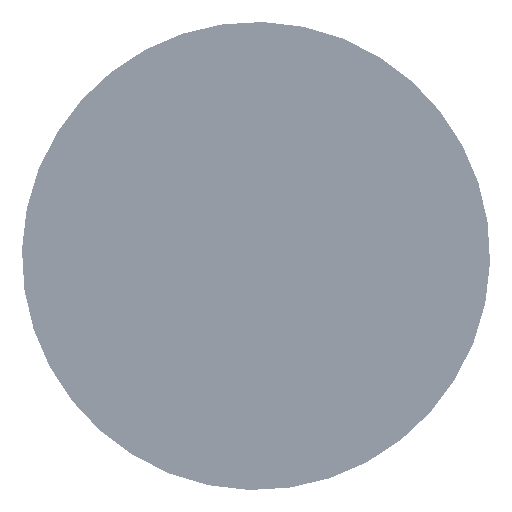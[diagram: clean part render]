
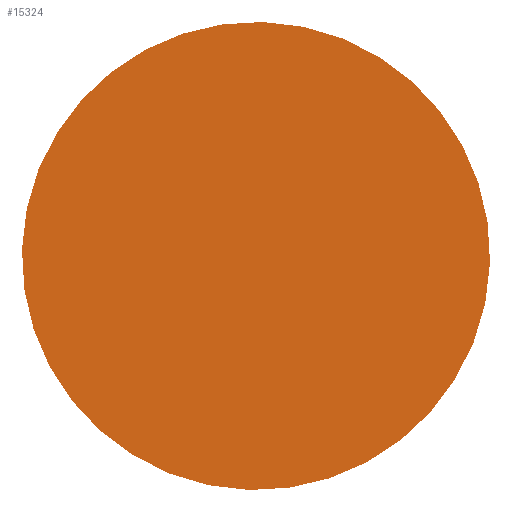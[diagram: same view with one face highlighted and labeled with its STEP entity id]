
A CAD part, front view. The second image highlights one B-rep face of the part: STEP entity #15324.
In plain terms, the highlighted planar face has unit normal (0, -1, 0).
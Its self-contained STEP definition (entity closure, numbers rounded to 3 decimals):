
#560 = PLANE ( 'NONE',  #15431 ) ;
#4802 = EDGE_LOOP ( 'NONE', ( #14819, #25691 ) ) ;
#4938 = DIRECTION ( 'NONE',  ( 0., 0., 1. ) ) ;
#5624 = VERTEX_POINT ( 'NONE', #13246 ) ;
#6493 = AXIS2_PLACEMENT_3D ( 'NONE', #7199, #17269, #27384 ) ;
#7199 = CARTESIAN_POINT ( 'NONE',  ( 0., 0., 0. ) ) ;
#9777 = CARTESIAN_POINT ( 'NONE',  ( 0., 0., 0. ) ) ;
#10360 = CARTESIAN_POINT ( 'NONE',  ( 0., 0., 0. ) ) ;
#10468 = AXIS2_PLACEMENT_3D ( 'NONE', #9777, #27518, #4938 ) ;
#11715 = VERTEX_POINT ( 'NONE', #17055 ) ;
#12723 = CIRCLE ( 'NONE', #10468, 2735. ) ;
#13246 = CARTESIAN_POINT ( 'NONE',  ( 0., 0., -2735. ) ) ;
#14819 = ORIENTED_EDGE ( 'NONE', *, *, #17589, .F. ) ;
#15324 = ADVANCED_FACE ( 'NONE', ( #22971 ), #560, .F. ) ;
#15431 = AXIS2_PLACEMENT_3D ( 'NONE', #10360, #20488, #30553 ) ;
#17055 = CARTESIAN_POINT ( 'NONE',  ( 0., 0., 2735. ) ) ;
#17269 = DIRECTION ( 'NONE',  ( 0., 1., 0. ) ) ;
#17589 = EDGE_CURVE ( 'NONE', #5624, #11715, #12723, .T. ) ;
#18121 = EDGE_CURVE ( 'NONE', #11715, #5624, #22852, .T. ) ;
#20488 = DIRECTION ( 'NONE',  ( 0., 1., 0. ) ) ;
#22852 = CIRCLE ( 'NONE', #6493, 2735. ) ;
#22971 = FACE_OUTER_BOUND ( 'NONE', #4802, .T. ) ;
#25691 = ORIENTED_EDGE ( 'NONE', *, *, #18121, .F. ) ;
#27384 = DIRECTION ( 'NONE',  ( 0., 0., 1. ) ) ;
#27518 = DIRECTION ( 'NONE',  ( 0., 1., 0. ) ) ;
#30553 = DIRECTION ( 'NONE',  ( 0., 0., 1. ) ) ;
